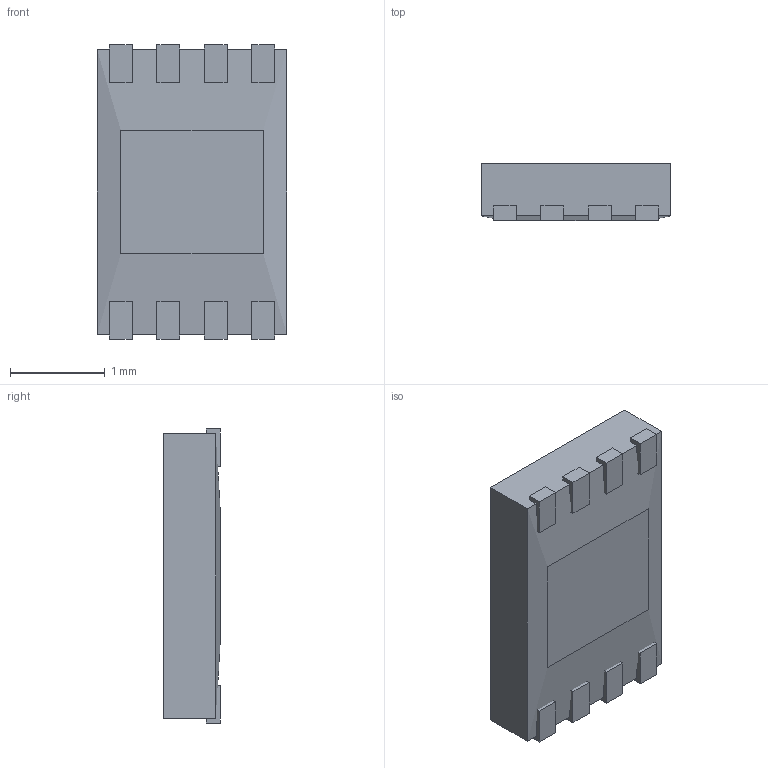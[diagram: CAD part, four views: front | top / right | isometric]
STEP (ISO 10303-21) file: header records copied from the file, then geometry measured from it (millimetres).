
FILE_DESCRIPTION (( 'STEP AP214' ), '1' );
FILE_NAME ( 'UDFN-8-2x3.STEP', '2018-02-09T02:36:49', ( '' ), ( '' ), 'Part was generated with the free Library Expert Lite available at www.PCBLibraries.com. Removing line will violate the End User License Agreement.', '©2017 PCB Libraries, Inc.', '' );
FILE_SCHEMA (( 'AUTOMOTIVE_DESIGN' ));
Length unit declared in the file: millimetre
Products named in the file (1): UDFN-8-2x3
Bounding box: 2 x 0.6 x 3.1 mm (x, y, z)
Volume: 3.4 mm3; surface area: 26.2 mm2
Topology: 10 solids, 10 shells, 84 faces, 188 edges, 125 vertices
Faces by surface type: plane 82, torus 2
Entity records: 2631 total; most frequent: CARTESIAN_POINT 395, ORIENTED_EDGE 372, DIRECTION 362, EDGE_CURVE 186, VECTOR 180, LINE 180, VERTEX_POINT 124, AXIS2_PLACEMENT_3D 91
